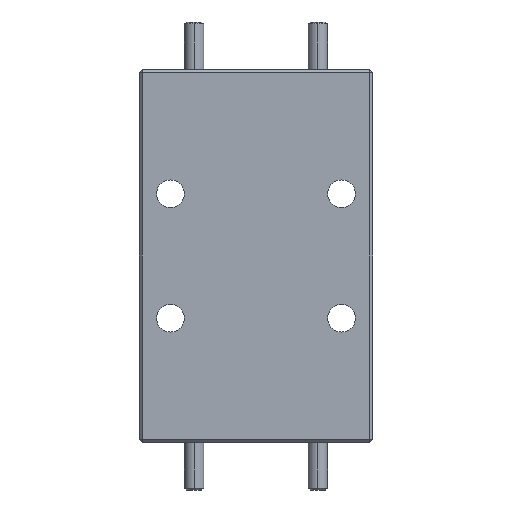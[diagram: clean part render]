
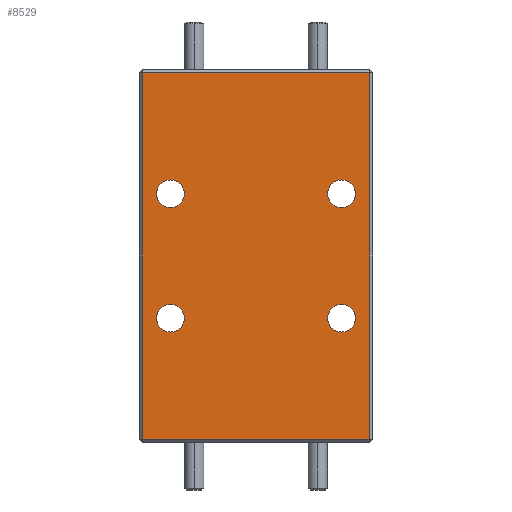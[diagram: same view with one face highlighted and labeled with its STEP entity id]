
A CAD part, left-side view. The second image highlights one B-rep face of the part: STEP entity #8529.
In plain terms, the highlighted planar face has unit normal (-1, 0, 0).
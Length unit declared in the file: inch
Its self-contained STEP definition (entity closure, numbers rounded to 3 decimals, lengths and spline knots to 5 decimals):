
#88 = DIRECTION ( 'NONE',  ( -1., 0., 0. ) ) ;
#142 = CARTESIAN_POINT ( 'NONE',  ( -0.375, 0.4625, -0.2 ) ) ;
#162 = FACE_OUTER_BOUND ( 'NONE', #1528, .T. ) ;
#211 = DIRECTION ( 'NONE',  ( 0., 0., 1. ) ) ;
#302 = CIRCLE ( 'NONE', #8561, 0.0445 ) ;
#444 = LINE ( 'NONE', #5546, #9018 ) ;
#460 = DIRECTION ( 'NONE',  ( 0., 0., -1. ) ) ;
#832 = DIRECTION ( 'NONE',  ( 0., 1., 0. ) ) ;
#945 = PLANE ( 'NONE',  #11354 ) ;
#947 = EDGE_LOOP ( 'NONE', ( #6430, #9528 ) ) ;
#957 = AXIS2_PLACEMENT_3D ( 'NONE', #12338, #3127, #7164 ) ;
#1090 = FACE_BOUND ( 'NONE', #3247, .T. ) ;
#1291 = EDGE_CURVE ( 'NONE', #12920, #2853, #6749, .T. ) ;
#1348 = DIRECTION ( 'NONE',  ( 0., 0., 1. ) ) ;
#1528 = EDGE_LOOP ( 'NONE', ( #3378, #2070, #3221, #3168 ) ) ;
#1811 = ORIENTED_EDGE ( 'NONE', *, *, #6232, .F. ) ;
#1943 = EDGE_CURVE ( 'NONE', #9986, #4035, #10613, .T. ) ;
#2070 = ORIENTED_EDGE ( 'NONE', *, *, #8200, .T. ) ;
#2297 = EDGE_CURVE ( 'NONE', #4035, #9986, #11122, .T. ) ;
#2400 = ORIENTED_EDGE ( 'NONE', *, *, #2297, .F. ) ;
#2574 = CARTESIAN_POINT ( 'NONE',  ( -0.375, -0.0875, 0.2 ) ) ;
#2609 = VERTEX_POINT ( 'NONE', #11862 ) ;
#2628 = VECTOR ( 'NONE', #8578, 39.37008 ) ;
#2752 = VERTEX_POINT ( 'NONE', #7278 ) ;
#2853 = VERTEX_POINT ( 'NONE', #4566 ) ;
#2875 = DIRECTION ( 'NONE',  ( 0., 0., -1. ) ) ;
#3054 = DIRECTION ( 'NONE',  ( 0., 0., 1. ) ) ;
#3127 = DIRECTION ( 'NONE',  ( -1., 0., 0. ) ) ;
#3168 = ORIENTED_EDGE ( 'NONE', *, *, #7526, .T. ) ;
#3221 = ORIENTED_EDGE ( 'NONE', *, *, #3435, .T. ) ;
#3247 = EDGE_LOOP ( 'NONE', ( #8201, #11674 ) ) ;
#3378 = ORIENTED_EDGE ( 'NONE', *, *, #1291, .T. ) ;
#3435 = EDGE_CURVE ( 'NONE', #3795, #2752, #6666, .T. ) ;
#3481 = AXIS2_PLACEMENT_3D ( 'NONE', #8021, #10155, #3054 ) ;
#3795 = VERTEX_POINT ( 'NONE', #10563 ) ;
#3803 = CARTESIAN_POINT ( 'NONE',  ( -0.375, 0.4625, 0.2445 ) ) ;
#3871 = EDGE_LOOP ( 'NONE', ( #2400, #4451 ) ) ;
#3927 = DIRECTION ( 'NONE',  ( -1., 0., 0. ) ) ;
#4015 = CARTESIAN_POINT ( 'NONE',  ( -0.375, -0.1775, 0.59 ) ) ;
#4035 = VERTEX_POINT ( 'NONE', #8027 ) ;
#4132 = DIRECTION ( 'NONE',  ( 0., 0., -1. ) ) ;
#4199 = EDGE_CURVE ( 'NONE', #8793, #12641, #7400, .T. ) ;
#4203 = CARTESIAN_POINT ( 'NONE',  ( -0.375, 0.1875, 0.6 ) ) ;
#4401 = CARTESIAN_POINT ( 'NONE',  ( -0.375, -0.0875, 0.2 ) ) ;
#4451 = ORIENTED_EDGE ( 'NONE', *, *, #1943, .F. ) ;
#4530 = CARTESIAN_POINT ( 'NONE',  ( -0.375, -0.1775, 0.6 ) ) ;
#4566 = CARTESIAN_POINT ( 'NONE',  ( -0.375, 0.5525, 0.59 ) ) ;
#5065 = FACE_BOUND ( 'NONE', #3871, .T. ) ;
#5317 = CARTESIAN_POINT ( 'NONE',  ( -0.375, 0.4625, -0.2445 ) ) ;
#5546 = CARTESIAN_POINT ( 'NONE',  ( -0.375, 0.5525, 0.6 ) ) ;
#5732 = CIRCLE ( 'NONE', #12713, 0.0445 ) ;
#5740 = DIRECTION ( 'NONE',  ( 0., 0., 1. ) ) ;
#5850 = VERTEX_POINT ( 'NONE', #7745 ) ;
#6013 = CIRCLE ( 'NONE', #3481, 0.0445 ) ;
#6173 = AXIS2_PLACEMENT_3D ( 'NONE', #4401, #7508, #1348 ) ;
#6232 = EDGE_CURVE ( 'NONE', #5850, #10295, #9336, .T. ) ;
#6252 = CARTESIAN_POINT ( 'NONE',  ( -0.375, 0.4625, 0.2 ) ) ;
#6407 = CARTESIAN_POINT ( 'NONE',  ( -0.375, -0.0875, -0.1555 ) ) ;
#6430 = ORIENTED_EDGE ( 'NONE', *, *, #11597, .F. ) ;
#6552 = EDGE_CURVE ( 'NONE', #11112, #2609, #10828, .T. ) ;
#6587 = LINE ( 'NONE', #4530, #2628 ) ;
#6666 = LINE ( 'NONE', #11827, #11093 ) ;
#6749 = LINE ( 'NONE', #9862, #11939 ) ;
#6848 = CARTESIAN_POINT ( 'NONE',  ( -0.375, 0.4625, -0.2 ) ) ;
#6911 = DIRECTION ( 'NONE',  ( -1., 0., 0. ) ) ;
#7164 = DIRECTION ( 'NONE',  ( 0., 0., -1. ) ) ;
#7250 = DIRECTION ( 'NONE',  ( 0., 1., 0. ) ) ;
#7278 = CARTESIAN_POINT ( 'NONE',  ( -0.375, -0.1775, -0.59 ) ) ;
#7331 = DIRECTION ( 'NONE',  ( 0., 0., -1. ) ) ;
#7400 = CIRCLE ( 'NONE', #11631, 0.0445 ) ;
#7508 = DIRECTION ( 'NONE',  ( -1., 0., 0. ) ) ;
#7523 = ORIENTED_EDGE ( 'NONE', *, *, #7802, .F. ) ;
#7526 = EDGE_CURVE ( 'NONE', #2752, #12920, #6587, .T. ) ;
#7745 = CARTESIAN_POINT ( 'NONE',  ( -0.375, 0.4625, -0.1555 ) ) ;
#7782 = EDGE_CURVE ( 'NONE', #12641, #8793, #6013, .T. ) ;
#7802 = EDGE_CURVE ( 'NONE', #10295, #5850, #302, .T. ) ;
#8021 = CARTESIAN_POINT ( 'NONE',  ( -0.375, -0.0875, -0.2 ) ) ;
#8027 = CARTESIAN_POINT ( 'NONE',  ( -0.375, 0.4625, 0.1555 ) ) ;
#8200 = EDGE_CURVE ( 'NONE', #2853, #3795, #444, .T. ) ;
#8201 = ORIENTED_EDGE ( 'NONE', *, *, #7782, .F. ) ;
#8331 = CARTESIAN_POINT ( 'NONE',  ( -0.375, -0.0875, 0.1555 ) ) ;
#8529 = ADVANCED_FACE ( 'NONE', ( #162, #1090, #10039, #11222, #5065 ), #945, .F. ) ;
#8561 = AXIS2_PLACEMENT_3D ( 'NONE', #142, #9218, #460 ) ;
#8578 = DIRECTION ( 'NONE',  ( 0., 0., 1. ) ) ;
#8793 = VERTEX_POINT ( 'NONE', #12686 ) ;
#9018 = VECTOR ( 'NONE', #7331, 39.37008 ) ;
#9041 = DIRECTION ( 'NONE',  ( 1., 0., 0. ) ) ;
#9218 = DIRECTION ( 'NONE',  ( -1., 0., 0. ) ) ;
#9336 = CIRCLE ( 'NONE', #11653, 0.0445 ) ;
#9496 = CARTESIAN_POINT ( 'NONE',  ( -0.375, -0.0875, -0.2 ) ) ;
#9528 = ORIENTED_EDGE ( 'NONE', *, *, #6552, .F. ) ;
#9862 = CARTESIAN_POINT ( 'NONE',  ( -0.375, 0.1875, 0.59 ) ) ;
#9986 = VERTEX_POINT ( 'NONE', #3803 ) ;
#10039 = FACE_BOUND ( 'NONE', #947, .T. ) ;
#10155 = DIRECTION ( 'NONE',  ( -1., 0., 0. ) ) ;
#10269 = EDGE_LOOP ( 'NONE', ( #7523, #1811 ) ) ;
#10295 = VERTEX_POINT ( 'NONE', #5317 ) ;
#10563 = CARTESIAN_POINT ( 'NONE',  ( -0.375, 0.5525, -0.59 ) ) ;
#10613 = CIRCLE ( 'NONE', #12304, 0.0445 ) ;
#10828 = CIRCLE ( 'NONE', #6173, 0.0445 ) ;
#11093 = VECTOR ( 'NONE', #11765, 39.37008 ) ;
#11112 = VERTEX_POINT ( 'NONE', #8331 ) ;
#11122 = CIRCLE ( 'NONE', #957, 0.0445 ) ;
#11222 = FACE_BOUND ( 'NONE', #10269, .T. ) ;
#11354 = AXIS2_PLACEMENT_3D ( 'NONE', #4203, #9041, #7250 ) ;
#11533 = DIRECTION ( 'NONE',  ( -1., 0., 0. ) ) ;
#11597 = EDGE_CURVE ( 'NONE', #2609, #11112, #5732, .T. ) ;
#11631 = AXIS2_PLACEMENT_3D ( 'NONE', #9496, #11533, #211 ) ;
#11653 = AXIS2_PLACEMENT_3D ( 'NONE', #6848, #6911, #2875 ) ;
#11674 = ORIENTED_EDGE ( 'NONE', *, *, #4199, .F. ) ;
#11765 = DIRECTION ( 'NONE',  ( 0., -1., 0. ) ) ;
#11827 = CARTESIAN_POINT ( 'NONE',  ( -0.375, 0.1875, -0.59 ) ) ;
#11862 = CARTESIAN_POINT ( 'NONE',  ( -0.375, -0.0875, 0.2445 ) ) ;
#11939 = VECTOR ( 'NONE', #832, 39.37008 ) ;
#12304 = AXIS2_PLACEMENT_3D ( 'NONE', #6252, #88, #4132 ) ;
#12338 = CARTESIAN_POINT ( 'NONE',  ( -0.375, 0.4625, 0.2 ) ) ;
#12641 = VERTEX_POINT ( 'NONE', #6407 ) ;
#12686 = CARTESIAN_POINT ( 'NONE',  ( -0.375, -0.0875, -0.2445 ) ) ;
#12713 = AXIS2_PLACEMENT_3D ( 'NONE', #2574, #3927, #5740 ) ;
#12920 = VERTEX_POINT ( 'NONE', #4015 ) ;
